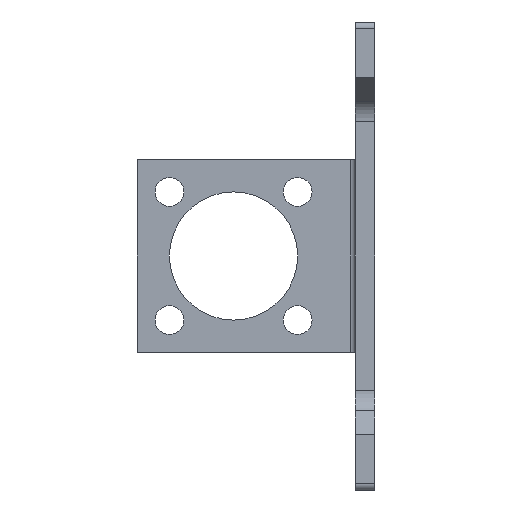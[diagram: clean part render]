
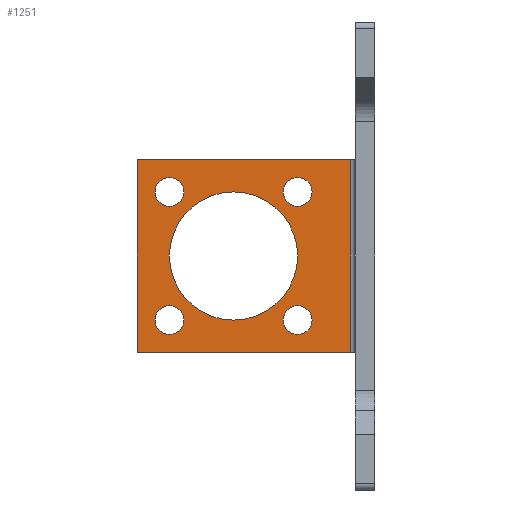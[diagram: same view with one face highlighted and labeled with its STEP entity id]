
A CAD part, front view. The second image highlights one B-rep face of the part: STEP entity #1251.
In plain terms, the highlighted planar face has unit normal (0, -1, 0).
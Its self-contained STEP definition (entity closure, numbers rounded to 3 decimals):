
#10 = AXIS2_PLACEMENT_3D ( 'NONE', #1291, #1753, #1265 ) ;
#16 = EDGE_LOOP ( 'NONE', ( #1044 ) ) ;
#37 = VECTOR ( 'NONE', #1155, 1000. ) ;
#98 = DIRECTION ( 'NONE',  ( 0., 1., 0. ) ) ;
#101 = VECTOR ( 'NONE', #352, 1000. ) ;
#171 = CARTESIAN_POINT ( 'NONE',  ( -3.5, 57., 10. ) ) ;
#226 = CARTESIAN_POINT ( 'NONE',  ( -13.5, 57., -7.75 ) ) ;
#243 = FACE_OUTER_BOUND ( 'NONE', #1823, .T. ) ;
#269 = FACE_BOUND ( 'NONE', #278, .T. ) ;
#277 = DIRECTION ( 'NONE',  ( 0., 0., 1. ) ) ;
#278 = EDGE_LOOP ( 'NONE', ( #905 ) ) ;
#289 = CIRCLE ( 'NONE', #812, 10. ) ;
#305 = CARTESIAN_POINT ( 'NONE',  ( -18.5, 57., 15. ) ) ;
#308 = DIRECTION ( 'NONE',  ( 0., 1., 0. ) ) ;
#352 = DIRECTION ( 'NONE',  ( 0., 0., -1. ) ) ;
#358 = VERTEX_POINT ( 'NONE', #1719 ) ;
#369 = CARTESIAN_POINT ( 'NONE',  ( -18.5, 57., 36.5 ) ) ;
#373 = FACE_BOUND ( 'NONE', #1013, .T. ) ;
#376 = CIRCLE ( 'NONE', #1302, 2.25 ) ;
#377 = CARTESIAN_POINT ( 'NONE',  ( 6.5, 57., -7.75 ) ) ;
#390 = EDGE_CURVE ( 'NONE', #1367, #1367, #816, .T. ) ;
#437 = LINE ( 'NONE', #1902, #37 ) ;
#440 = ORIENTED_EDGE ( 'NONE', *, *, #1666, .T. ) ;
#499 = ORIENTED_EDGE ( 'NONE', *, *, #1346, .T. ) ;
#518 = EDGE_CURVE ( 'NONE', #1771, #900, #1575, .T. ) ;
#527 = DIRECTION ( 'NONE',  ( 0., 1., 0. ) ) ;
#549 = DIRECTION ( 'NONE',  ( -1., 0., 0. ) ) ;
#554 = EDGE_LOOP ( 'NONE', ( #440 ) ) ;
#583 = CARTESIAN_POINT ( 'NONE',  ( 14.763, 57., -15. ) ) ;
#589 = DIRECTION ( 'NONE',  ( 0., 0., 1. ) ) ;
#664 = CARTESIAN_POINT ( 'NONE',  ( 6.5, 57., 10. ) ) ;
#670 = DIRECTION ( 'NONE',  ( 0., 0., 1. ) ) ;
#673 = DIRECTION ( 'NONE',  ( 0., 0., 1. ) ) ;
#764 = VERTEX_POINT ( 'NONE', #377 ) ;
#784 = CARTESIAN_POINT ( 'NONE',  ( -13.5, 57., 12.25 ) ) ;
#812 = AXIS2_PLACEMENT_3D ( 'NONE', #1332, #1782, #589 ) ;
#815 = DIRECTION ( 'NONE',  ( 0., 0., -1. ) ) ;
#816 = CIRCLE ( 'NONE', #1376, 2.25 ) ;
#819 = FACE_BOUND ( 'NONE', #16, .T. ) ;
#840 = CIRCLE ( 'NONE', #1017, 2.25 ) ;
#886 = CARTESIAN_POINT ( 'NONE',  ( -18.5, 57., -15. ) ) ;
#900 = VERTEX_POINT ( 'NONE', #886 ) ;
#905 = ORIENTED_EDGE ( 'NONE', *, *, #1432, .T. ) ;
#1013 = EDGE_LOOP ( 'NONE', ( #1803 ) ) ;
#1017 = AXIS2_PLACEMENT_3D ( 'NONE', #664, #98, #673 ) ;
#1041 = EDGE_CURVE ( 'NONE', #1499, #1499, #289, .T. ) ;
#1044 = ORIENTED_EDGE ( 'NONE', *, *, #1041, .T. ) ;
#1070 = CARTESIAN_POINT ( 'NONE',  ( 14.763, 57., 36.5 ) ) ;
#1078 = CARTESIAN_POINT ( 'NONE',  ( -13.5, 57., 10. ) ) ;
#1134 = VERTEX_POINT ( 'NONE', #1581 ) ;
#1140 = ORIENTED_EDGE ( 'NONE', *, *, #1820, .T. ) ;
#1155 = DIRECTION ( 'NONE',  ( 1., 0., 0. ) ) ;
#1191 = ORIENTED_EDGE ( 'NONE', *, *, #518, .T. ) ;
#1251 = ADVANCED_FACE ( 'NONE', ( #1585, #1880, #269, #373, #819, #243 ), #1890, .F. ) ;
#1258 = ORIENTED_EDGE ( 'NONE', *, *, #1868, .F. ) ;
#1259 = VERTEX_POINT ( 'NONE', #226 ) ;
#1265 = DIRECTION ( 'NONE',  ( 0., 0., 1. ) ) ;
#1291 = CARTESIAN_POINT ( 'NONE',  ( -18.5, 57., 36.5 ) ) ;
#1302 = AXIS2_PLACEMENT_3D ( 'NONE', #1312, #308, #1915 ) ;
#1312 = CARTESIAN_POINT ( 'NONE',  ( -13.5, 57., -10. ) ) ;
#1332 = CARTESIAN_POINT ( 'NONE',  ( -3.5, 57., 0. ) ) ;
#1346 = EDGE_CURVE ( 'NONE', #764, #764, #1529, .T. ) ;
#1367 = VERTEX_POINT ( 'NONE', #784 ) ;
#1376 = AXIS2_PLACEMENT_3D ( 'NONE', #1078, #527, #670 ) ;
#1402 = LINE ( 'NONE', #1860, #1436 ) ;
#1432 = EDGE_CURVE ( 'NONE', #1259, #1259, #376, .T. ) ;
#1436 = VECTOR ( 'NONE', #549, 1000. ) ;
#1476 = CARTESIAN_POINT ( 'NONE',  ( 6.5, 57., -10. ) ) ;
#1499 = VERTEX_POINT ( 'NONE', #171 ) ;
#1529 = CIRCLE ( 'NONE', #1688, 2.25 ) ;
#1570 = VECTOR ( 'NONE', #815, 1000. ) ;
#1575 = LINE ( 'NONE', #369, #1570 ) ;
#1580 = EDGE_LOOP ( 'NONE', ( #499 ) ) ;
#1581 = CARTESIAN_POINT ( 'NONE',  ( 6.5, 57., 12.25 ) ) ;
#1585 = FACE_BOUND ( 'NONE', #554, .T. ) ;
#1608 = ORIENTED_EDGE ( 'NONE', *, *, #1676, .T. ) ;
#1666 = EDGE_CURVE ( 'NONE', #1134, #1134, #840, .T. ) ;
#1676 = EDGE_CURVE ( 'NONE', #358, #1771, #1402, .T. ) ;
#1688 = AXIS2_PLACEMENT_3D ( 'NONE', #1476, #1905, #277 ) ;
#1719 = CARTESIAN_POINT ( 'NONE',  ( 14.763, 57., 15. ) ) ;
#1753 = DIRECTION ( 'NONE',  ( 0., 1., 0. ) ) ;
#1771 = VERTEX_POINT ( 'NONE', #305 ) ;
#1782 = DIRECTION ( 'NONE',  ( 0., 1., 0. ) ) ;
#1803 = ORIENTED_EDGE ( 'NONE', *, *, #390, .T. ) ;
#1807 = LINE ( 'NONE', #1070, #101 ) ;
#1812 = VERTEX_POINT ( 'NONE', #583 ) ;
#1820 = EDGE_CURVE ( 'NONE', #900, #1812, #437, .T. ) ;
#1823 = EDGE_LOOP ( 'NONE', ( #1258, #1608, #1191, #1140 ) ) ;
#1860 = CARTESIAN_POINT ( 'NONE',  ( -18.5, 57., 15. ) ) ;
#1868 = EDGE_CURVE ( 'NONE', #358, #1812, #1807, .T. ) ;
#1880 = FACE_BOUND ( 'NONE', #1580, .T. ) ;
#1890 = PLANE ( 'NONE',  #10 ) ;
#1902 = CARTESIAN_POINT ( 'NONE',  ( -18.5, 57., -15. ) ) ;
#1905 = DIRECTION ( 'NONE',  ( 0., 1., 0. ) ) ;
#1915 = DIRECTION ( 'NONE',  ( 0., 0., 1. ) ) ;
